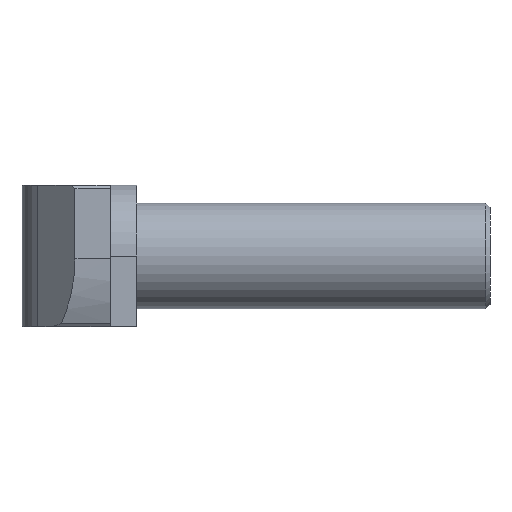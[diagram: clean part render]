
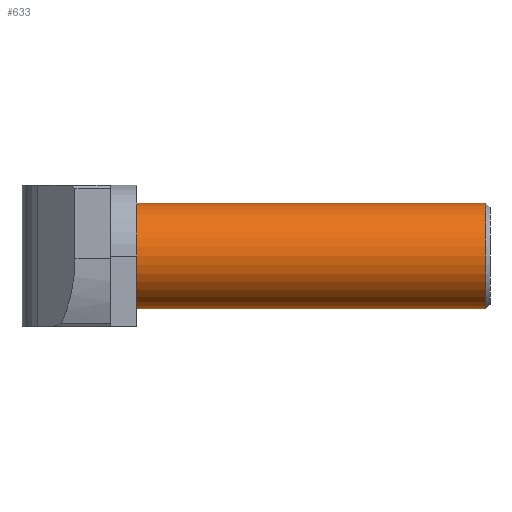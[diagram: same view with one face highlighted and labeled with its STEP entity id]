
A CAD part, left-side view. The second image highlights one B-rep face of the part: STEP entity #633.
In plain terms, the highlighted cylindrical face has radius 3 mm (diameter 6 mm), a partial arc.
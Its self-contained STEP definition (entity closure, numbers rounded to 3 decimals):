
#108 = FACE_OUTER_BOUND ( 'NONE', #401, .T. ) ;
#109 = CYLINDRICAL_SURFACE ( 'NONE', #258, 3. ) ;
#121 = CARTESIAN_POINT ( 'NONE',  ( -9., -23., -4. ) ) ;
#122 = DIRECTION ( 'NONE',  ( 0., 1., 0. ) ) ;
#123 = DIRECTION ( 'NONE',  ( 0., 0., 1. ) ) ;
#246 = AXIS2_PLACEMENT_3D ( 'NONE', #721, #722, #723 ) ;
#247 = AXIS2_PLACEMENT_3D ( 'NONE', #478, #479, #480 ) ;
#258 = AXIS2_PLACEMENT_3D ( 'NONE', #121, #122, #123 ) ;
#304 = EDGE_CURVE ( 'NONE', #786, #791, #512, .T. ) ;
#306 = EDGE_CURVE ( 'NONE', #787, #788, #546, .T. ) ;
#401 = EDGE_LOOP ( 'NONE', ( #885, #886, #887, #888 ) ) ;
#448 = CARTESIAN_POINT ( 'NONE',  ( -9., -23., -7. ) ) ;
#449 = CARTESIAN_POINT ( 'NONE',  ( -9., -23., -1. ) ) ;
#450 = CARTESIAN_POINT ( 'NONE',  ( -9., -3.25, -1. ) ) ;
#453 = CARTESIAN_POINT ( 'NONE',  ( -9., -3.25, -7. ) ) ;
#478 = CARTESIAN_POINT ( 'NONE',  ( -9., -3.25, -4. ) ) ;
#479 = DIRECTION ( 'NONE',  ( 0., 1., 0. ) ) ;
#480 = DIRECTION ( 'NONE',  ( 0., 0., 1. ) ) ;
#512 = LINE ( 'NONE', #529, #513 ) ;
#513 = VECTOR ( 'NONE', #530, 1000. ) ;
#529 = CARTESIAN_POINT ( 'NONE',  ( -9., -23., -7. ) ) ;
#530 = DIRECTION ( 'NONE',  ( 0., 1., 0. ) ) ;
#534 = CARTESIAN_POINT ( 'NONE',  ( -9., -23., -1. ) ) ;
#535 = DIRECTION ( 'NONE',  ( 0., 1., 0. ) ) ;
#546 = LINE ( 'NONE', #534, #548 ) ;
#548 = VECTOR ( 'NONE', #535, 1000. ) ;
#633 = ADVANCED_FACE ( 'NONE', ( #108 ), #109, .T. ) ;
#721 = CARTESIAN_POINT ( 'NONE',  ( -9., -23., -4. ) ) ;
#722 = DIRECTION ( 'NONE',  ( 0., 1., 0. ) ) ;
#723 = DIRECTION ( 'NONE',  ( 0., 0., 1. ) ) ;
#786 = VERTEX_POINT ( 'NONE', #448 ) ;
#787 = VERTEX_POINT ( 'NONE', #449 ) ;
#788 = VERTEX_POINT ( 'NONE', #450 ) ;
#791 = VERTEX_POINT ( 'NONE', #453 ) ;
#842 = CIRCLE ( 'NONE', #247, 3. ) ;
#843 = CIRCLE ( 'NONE', #246, 3. ) ;
#885 = ORIENTED_EDGE ( 'NONE', *, *, #304, .F. ) ;
#886 = ORIENTED_EDGE ( 'NONE', *, *, #900, .T. ) ;
#887 = ORIENTED_EDGE ( 'NONE', *, *, #306, .T. ) ;
#888 = ORIENTED_EDGE ( 'NONE', *, *, #899, .F. ) ;
#899 = EDGE_CURVE ( 'NONE', #791, #788, #842, .T. ) ;
#900 = EDGE_CURVE ( 'NONE', #786, #787, #843, .T. ) ;
